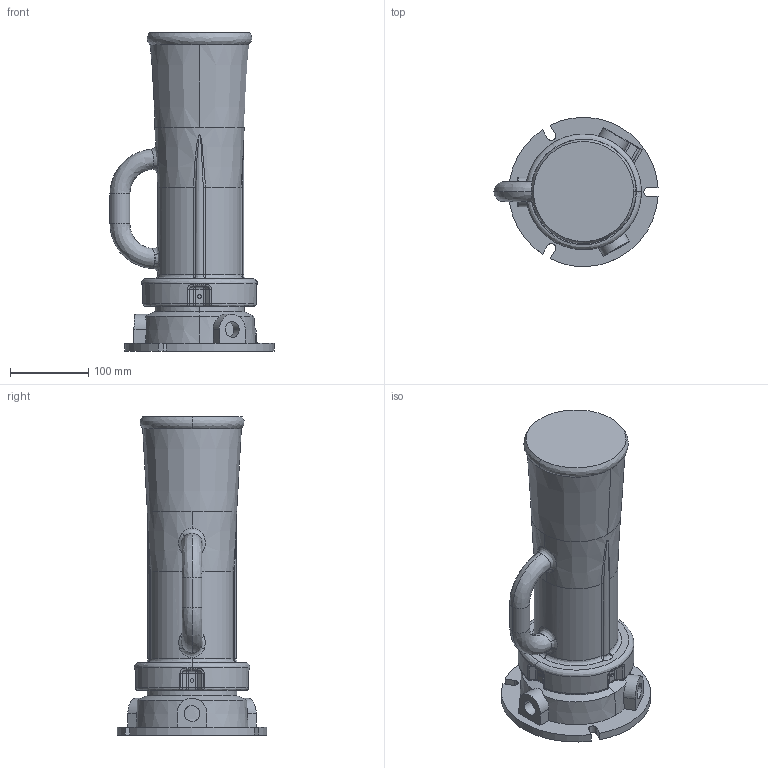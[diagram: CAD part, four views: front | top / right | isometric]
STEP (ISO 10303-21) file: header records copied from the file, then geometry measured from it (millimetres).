
FILE_DESCRIPTION (( 'STEP AP203' ), '1' );
FILE_NAME ('EV95S.STEP', '2017-11-10T09:12:29', ( '' ), ( '' ), 'SwSTEP 2.0', 'SolidWorks 2017', '' );
FILE_SCHEMA (( 'CONFIG_CONTROL_DESIGN' ));
Length unit declared in the file: inch
Products named in the file (3): EV95S; RV760C_DISPLAY(Default); RV760S DISPLAY1
Assembly tree (2 placements, depth 2):
  EV95S
    RV760C_DISPLAY(Default)
    RV760S DISPLAY1
Bounding box: 209.39 x 190.46 x 406.4 mm (x, y, z)
Volume: 5158973.1 mm3; surface area: 274510.3 mm2
Topology: 2 solids, 2 shells, 225 faces, 546 edges, 311 vertices
Faces by surface type: cylinder 93, bspline 73, plane 44, cone 15
Entity records: 13843 total; most frequent: CARTESIAN_POINT 8924, ORIENTED_EDGE 1044, DIRECTION 885, EDGE_CURVE 522, AXIS2_PLACEMENT_3D 353, VERTEX_POINT 311, EDGE_LOOP 237, FACE_OUTER_BOUND 225
